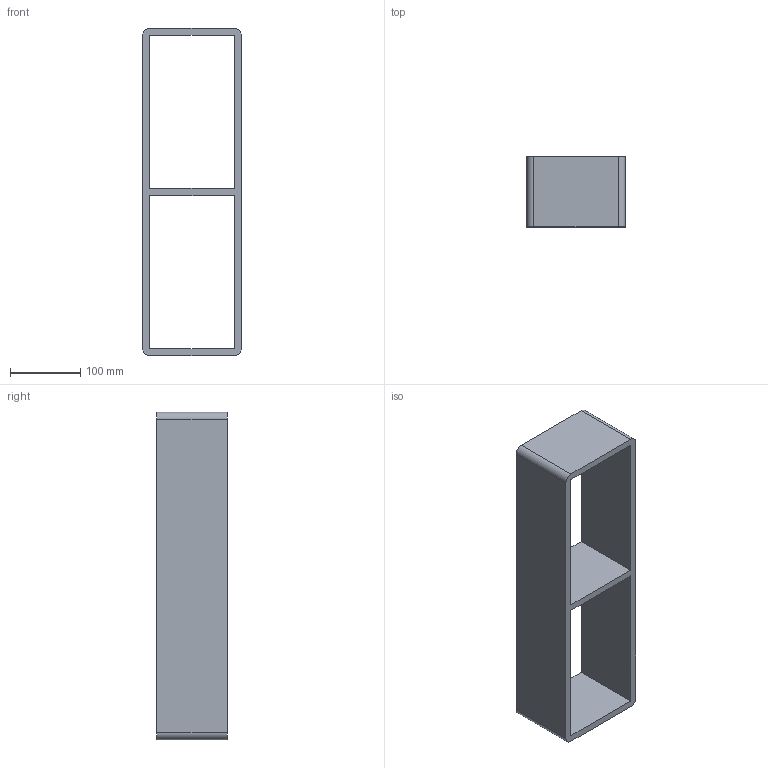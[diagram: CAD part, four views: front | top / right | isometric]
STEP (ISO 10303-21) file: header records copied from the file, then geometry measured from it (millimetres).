
FILE_DESCRIPTION((''),'2;1');
FILE_NAME('SK6+6X1.stp','2014-02-27T08:31:39',(''),(''),'Autodesk Inventor 2013','Autodesk Inventor 2013','');
FILE_SCHEMA(('AUTOMOTIVE_DESIGN { 1 0 10303 214 1 1 1 1 }'));
Length unit declared in the file: millimetre
Products named in the file (1): roxtec S_SF_G
Bounding box: 140.5 x 100 x 466 mm (x, y, z)
Volume: 1284915.9 mm3; surface area: 280681.5 mm2
Topology: 1 solids, 1 shells, 18 faces, 48 edges, 32 vertices
Faces by surface type: plane 14, cylinder 4
Entity records: 594 total; most frequent: CARTESIAN_POINT 99, ORIENTED_EDGE 96, DIRECTION 94, EDGE_CURVE 48, VECTOR 40, LINE 40, VERTEX_POINT 32, AXIS2_PLACEMENT_3D 27
